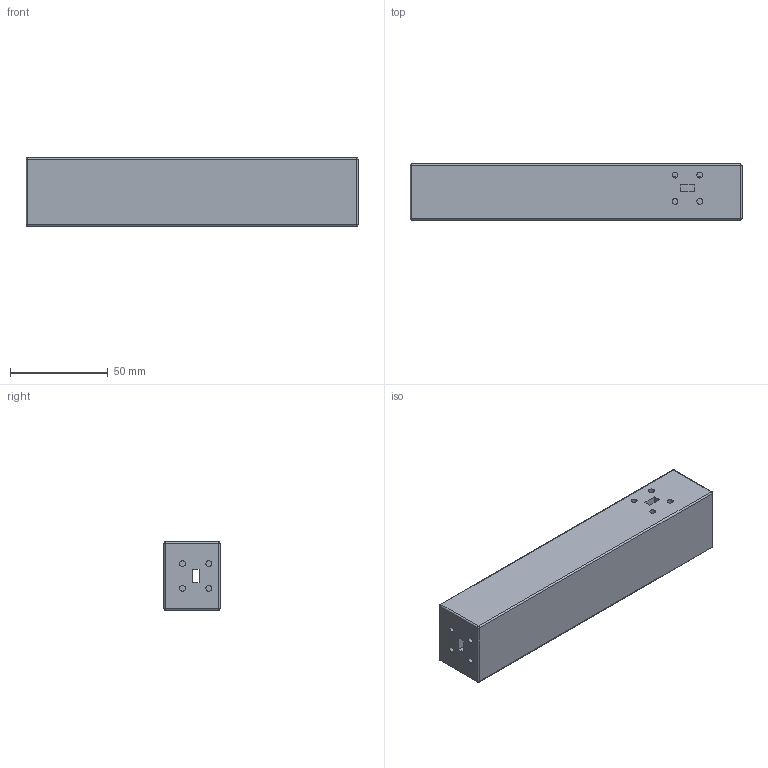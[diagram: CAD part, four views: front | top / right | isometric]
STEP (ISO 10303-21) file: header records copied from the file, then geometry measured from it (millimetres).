
FILE_DESCRIPTION (( 'STEP AP214' ), '1' );
FILE_NAME ('FMW28CP011-10_3D.step', '2024-09-17T22:31:33', ( '' ), ( '' ), 'SwSTEP 2.0', 'SolidWorks 2022', '' );
FILE_SCHEMA (( 'AUTOMOTIVE_DESIGN' ));
Length unit declared in the file: inch
Products named in the file (1): FMW28CP011-10_3D
Bounding box: 170 x 28.7 x 35 mm (x, y, z)
Volume: 132507.6 mm3; surface area: 32240.4 mm2
Topology: 1 solids, 1 shells, 743 faces, 1988 edges, 1296 vertices
Faces by surface type: plane 561, cylinder 116, sphere 46, bspline 20
Entity records: 25152 total; most frequent: CARTESIAN_POINT 5674, DIRECTION 4010, ORIENTED_EDGE 3828, EDGE_CURVE 1914, AXIS2_PLACEMENT_3D 1412, VERTEX_POINT 1268, LINE 1186, VECTOR 1186
